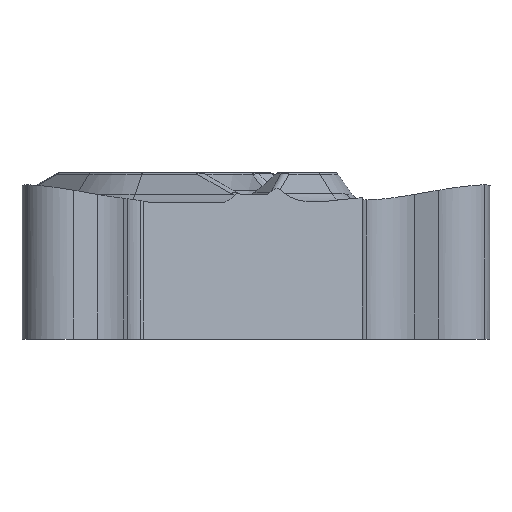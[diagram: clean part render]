
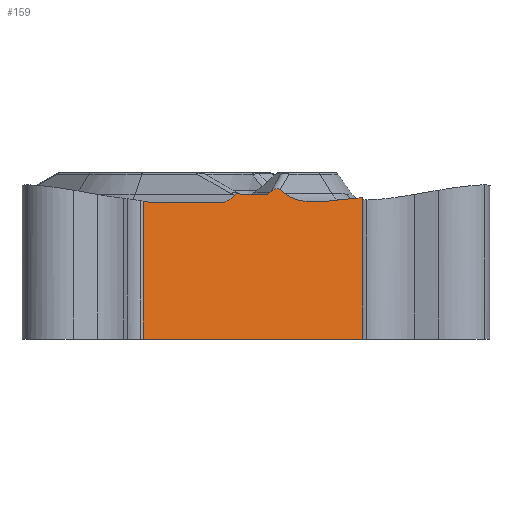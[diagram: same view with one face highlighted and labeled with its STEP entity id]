
A CAD part, front view. The second image highlights one B-rep face of the part: STEP entity #159.
In plain terms, the highlighted planar face has unit normal (0.5, -0.866, 0).
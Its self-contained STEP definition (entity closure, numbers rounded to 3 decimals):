
#159=ADVANCED_FACE('',(#367),#320,.F.);
#320=PLANE('',#2761);
#367=FACE_OUTER_BOUND('',#523,.T.);
#523=EDGE_LOOP('',(#861,#862,#863,#864,#865,#866,#867,#868,#869,#870,#871,
#872,#873,#874,#875,#876));
#689=CIRCLE('',#2760,0.75);
#801=ELLIPSE('',#2755,1.5,0.75);
#802=ELLIPSE('',#2756,0.304,0.205);
#803=ELLIPSE('',#2757,0.309,0.3);
#804=ELLIPSE('',#2758,0.309,0.3);
#805=ELLIPSE('',#2759,0.884,0.75);
#861=ORIENTED_EDGE('',*,*,#1914,.T.);
#862=ORIENTED_EDGE('',*,*,#1915,.F.);
#863=ORIENTED_EDGE('',*,*,#1916,.T.);
#864=ORIENTED_EDGE('',*,*,#1917,.T.);
#865=ORIENTED_EDGE('',*,*,#1918,.F.);
#866=ORIENTED_EDGE('',*,*,#1919,.F.);
#867=ORIENTED_EDGE('',*,*,#1920,.T.);
#868=ORIENTED_EDGE('',*,*,#1921,.T.);
#869=ORIENTED_EDGE('',*,*,#1922,.T.);
#870=ORIENTED_EDGE('',*,*,#1923,.T.);
#871=ORIENTED_EDGE('',*,*,#1924,.F.);
#872=ORIENTED_EDGE('',*,*,#1925,.T.);
#873=ORIENTED_EDGE('',*,*,#1926,.T.);
#874=ORIENTED_EDGE('',*,*,#1927,.T.);
#875=ORIENTED_EDGE('',*,*,#1928,.T.);
#876=ORIENTED_EDGE('',*,*,#1929,.F.);
#1667=VERTEX_POINT('',#4228);
#1668=VERTEX_POINT('',#4229);
#1669=VERTEX_POINT('',#4231);
#1670=VERTEX_POINT('',#4233);
#1671=VERTEX_POINT('',#4235);
#1672=VERTEX_POINT('',#4237);
#1673=VERTEX_POINT('',#4239);
#1674=VERTEX_POINT('',#4241);
#1675=VERTEX_POINT('',#4243);
#1676=VERTEX_POINT('',#4245);
#1677=VERTEX_POINT('',#4247);
#1678=VERTEX_POINT('',#4261);
#1679=VERTEX_POINT('',#4263);
#1680=VERTEX_POINT('',#4265);
#1681=VERTEX_POINT('',#4267);
#1682=VERTEX_POINT('',#4269);
#1914=EDGE_CURVE('',#1667,#1668,#2317,.T.);
#1915=EDGE_CURVE('',#1669,#1668,#2318,.T.);
#1916=EDGE_CURVE('',#1669,#1670,#2319,.T.);
#1917=EDGE_CURVE('',#1670,#1671,#801,.T.);
#1918=EDGE_CURVE('',#1672,#1671,#2320,.T.);
#1919=EDGE_CURVE('',#1673,#1672,#802,.T.);
#1920=EDGE_CURVE('',#1673,#1674,#2321,.T.);
#1921=EDGE_CURVE('',#1674,#1675,#803,.T.);
#1922=EDGE_CURVE('',#1675,#1676,#2322,.T.);
#1923=EDGE_CURVE('',#1676,#1677,#804,.T.);
#1924=EDGE_CURVE('',#1678,#1677,#2679,.T.);
#1925=EDGE_CURVE('',#1678,#1679,#805,.T.);
#1926=EDGE_CURVE('',#1679,#1680,#2323,.T.);
#1927=EDGE_CURVE('',#1680,#1681,#689,.T.);
#1928=EDGE_CURVE('',#1681,#1682,#2324,.T.);
#1929=EDGE_CURVE('',#1667,#1682,#2325,.T.);
#2317=LINE('',#4227,#2494);
#2318=LINE('',#4230,#2495);
#2319=LINE('',#4232,#2496);
#2320=LINE('',#4236,#2497);
#2321=LINE('',#4240,#2498);
#2322=LINE('',#4244,#2499);
#2323=LINE('',#4264,#2500);
#2324=LINE('',#4268,#2501);
#2325=LINE('',#4270,#2502);
#2494=VECTOR('',#3055,1.);
#2495=VECTOR('',#3056,1.);
#2496=VECTOR('',#3057,1.);
#2497=VECTOR('',#3060,1.);
#2498=VECTOR('',#3063,1.);
#2499=VECTOR('',#3066,1.);
#2500=VECTOR('',#3071,1.);
#2501=VECTOR('',#3074,1.);
#2502=VECTOR('',#3075,1.);
#2679=B_SPLINE_CURVE_WITH_KNOTS('',3,(#4248,#4249,#4250,#4251,#4252,#4253,
#4254,#4255,#4256,#4257,#4258,#4259,#4260),.UNSPECIFIED.,.F.,.F.,(4,3,3,
3,4),(0.,0.251,0.501,0.761,1.),
 .UNSPECIFIED.);
#2755=AXIS2_PLACEMENT_3D('',#4234,#3058,#3059);
#2756=AXIS2_PLACEMENT_3D('',#4238,#3061,#3062);
#2757=AXIS2_PLACEMENT_3D('',#4242,#3064,#3065);
#2758=AXIS2_PLACEMENT_3D('',#4246,#3067,#3068);
#2759=AXIS2_PLACEMENT_3D('',#4262,#3069,#3070);
#2760=AXIS2_PLACEMENT_3D('',#4266,#3072,#3073);
#2761=AXIS2_PLACEMENT_3D('',#4271,#3076,#3077);
#3055=DIRECTION('',(0.866,0.5,0.));
#3056=DIRECTION('',(0.,0.,-1.));
#3057=DIRECTION('',(-0.863,-0.498,-0.088));
#3058=DIRECTION('',(-0.5,0.866,0.));
#3059=DIRECTION('',(-0.866,-0.5,0.));
#3060=DIRECTION('',(0.705,0.407,-0.581));
#3061=DIRECTION('',(-0.5,0.866,0.));
#3062=DIRECTION('',(0.743,0.429,0.514));
#3063=DIRECTION('',(-0.672,-0.388,-0.631));
#3064=DIRECTION('',(-0.5,0.866,0.));
#3065=DIRECTION('',(0.866,0.5,0.));
#3066=DIRECTION('',(-0.866,-0.5,0.));
#3067=DIRECTION('',(-0.5,0.866,0.));
#3068=DIRECTION('',(0.866,0.5,0.));
#3069=DIRECTION('',(-0.5,0.866,0.));
#3070=DIRECTION('',(0.866,0.5,0.));
#3071=DIRECTION('',(-0.866,-0.5,0.));
#3072=DIRECTION('',(-0.5,0.866,0.));
#3073=DIRECTION('',(-0.866,-0.5,0.));
#3074=DIRECTION('',(-0.853,-0.492,0.174));
#3075=DIRECTION('',(0.,0.,1.));
#3076=DIRECTION('',(-0.5,0.866,0.));
#3077=DIRECTION('',(-0.866,-0.5,0.));
#4227=CARTESIAN_POINT('',(3.175,-5.499,-5.56));
#4228=CARTESIAN_POINT('',(-2.23,-8.62,-5.56));
#4229=CARTESIAN_POINT('',(5.736,-4.021,-5.56));
#4230=CARTESIAN_POINT('',(5.736,-4.021,25.));
#4231=CARTESIAN_POINT('',(5.736,-4.021,-0.409));
#4232=CARTESIAN_POINT('',(5.12,-4.376,-0.472));
#4233=CARTESIAN_POINT('',(4.211,-4.901,-0.565));
#4234=CARTESIAN_POINT('',(3.985,-5.032,0.174));
#4235=CARTESIAN_POINT('',(2.921,-5.646,-0.256));
#4236=CARTESIAN_POINT('',(-12.245,-14.402,12.249));
#4237=CARTESIAN_POINT('',(2.757,-5.741,-0.121));
#4238=CARTESIAN_POINT('',(2.565,-5.851,-0.32));
#4239=CARTESIAN_POINT('',(2.429,-5.93,-0.181));
#4240=CARTESIAN_POINT('',(9.024,-2.122,6.019));
#4241=CARTESIAN_POINT('',(2.366,-5.966,-0.24));
#4242=CARTESIAN_POINT('',(2.194,-6.065,-0.01));
#4243=CARTESIAN_POINT('',(2.194,-6.065,-0.31));
#4244=CARTESIAN_POINT('',(-4.359,-9.849,-0.31));
#4245=CARTESIAN_POINT('',(1.413,-6.516,-0.31));
#4246=CARTESIAN_POINT('',(1.413,-6.516,-0.01));
#4247=CARTESIAN_POINT('',(1.303,-6.58,-0.283));
#4248=CARTESIAN_POINT('',(1.096,-6.7,-0.323));
#4249=CARTESIAN_POINT('',(1.108,-6.692,-0.307));
#4250=CARTESIAN_POINT('',(1.124,-6.684,-0.294));
#4251=CARTESIAN_POINT('',(1.14,-6.674,-0.285));
#4252=CARTESIAN_POINT('',(1.157,-6.664,-0.275));
#4253=CARTESIAN_POINT('',(1.175,-6.654,-0.268));
#4254=CARTESIAN_POINT('',(1.194,-6.643,-0.265));
#4255=CARTESIAN_POINT('',(1.213,-6.632,-0.262));
#4256=CARTESIAN_POINT('',(1.233,-6.621,-0.262));
#4257=CARTESIAN_POINT('',(1.252,-6.61,-0.266));
#4258=CARTESIAN_POINT('',(1.269,-6.599,-0.269));
#4259=CARTESIAN_POINT('',(1.287,-6.589,-0.275));
#4260=CARTESIAN_POINT('',(1.303,-6.58,-0.283));
#4261=CARTESIAN_POINT('',(1.096,-6.7,-0.323));
#4262=CARTESIAN_POINT('',(0.499,-7.044,0.147));
#4263=CARTESIAN_POINT('',(0.499,-7.044,-0.603));
#4264=CARTESIAN_POINT('',(-4.359,-9.849,-0.603));
#4265=CARTESIAN_POINT('',(-1.86,-8.406,-0.603));
#4266=CARTESIAN_POINT('',(-1.86,-8.406,0.147));
#4267=CARTESIAN_POINT('',(-1.973,-8.471,-0.592));
#4268=CARTESIAN_POINT('',(-8.078,-11.996,0.651));
#4269=CARTESIAN_POINT('',(-2.23,-8.62,-0.539));
#4270=CARTESIAN_POINT('',(-2.23,-8.62,25.));
#4271=CARTESIAN_POINT('',(3.175,-5.499,25.));
